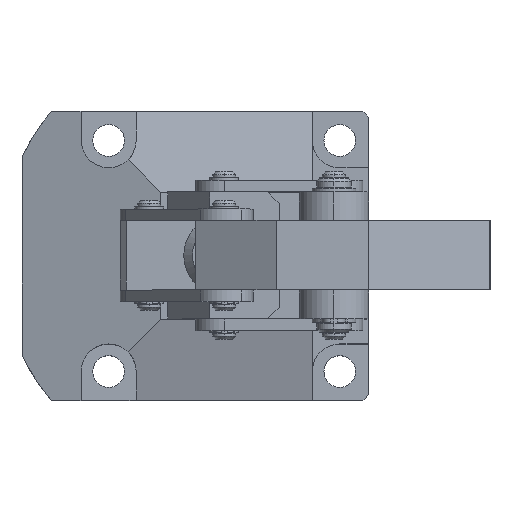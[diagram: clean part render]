
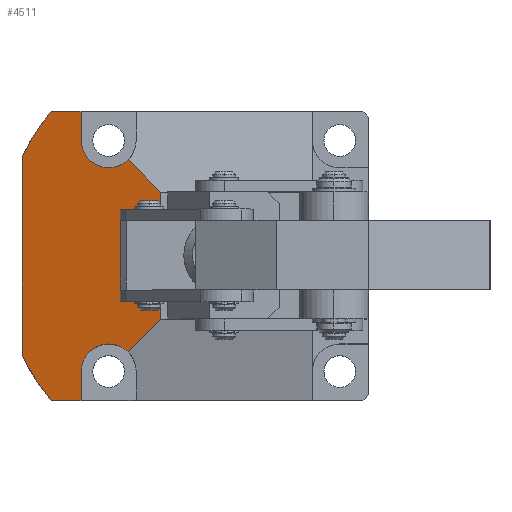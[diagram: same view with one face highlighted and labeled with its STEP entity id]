
A CAD part, top view. The second image highlights one B-rep face of the part: STEP entity #4511.
In plain terms, the highlighted planar face has unit normal (-0.259, 0, 0.966).
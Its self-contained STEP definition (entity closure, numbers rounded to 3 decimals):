
#662 = VERTEX_POINT ( 'NONE', #10414 ) ;
#1104 = FACE_OUTER_BOUND ( 'NONE', #1365, .T. ) ;
#1365 = EDGE_LOOP ( 'NONE', ( #3716, #3714, #3707, #3673, #8242, #8307, #8308, #8241, #3705, #3681, #3486, #3686, #3659, #3710 ) ) ;
#1915 = CARTESIAN_POINT ( 'NONE',  ( -33.626, 19.999, 24.937 ) ) ;
#1916 = CARTESIAN_POINT ( 'NONE',  ( -33.392, -25., 25. ) ) ;
#1925 = CARTESIAN_POINT ( 'NONE',  ( -35., 17.205, 24.569 ) ) ;
#1927 = DIRECTION ( 'NONE',  ( -0.966, 0., -0.259 ) ) ;
#1930 = CARTESIAN_POINT ( 'NONE',  ( -31.929, -22.61, 25.392 ) ) ;
#1931 = CARTESIAN_POINT ( 'NONE',  ( -29.933, -25., 25.927 ) ) ;
#1932 = CARTESIAN_POINT ( 'NONE',  ( -31.929, 22.61, 25.392 ) ) ;
#1933 = CARTESIAN_POINT ( 'NONE',  ( -29.933, 25., 25.927 ) ) ;
#1934 = CARTESIAN_POINT ( 'NONE',  ( -24.75, -15.028, 27.316 ) ) ;
#1935 = CARTESIAN_POINT ( 'NONE',  ( -33.626, -19.999, 24.937 ) ) ;
#1936 = CARTESIAN_POINT ( 'NONE',  ( -35., -17.205, 24.569 ) ) ;
#1937 = CARTESIAN_POINT ( 'NONE',  ( -68.456, -68.456, 15.605 ) ) ;
#1938 = DIRECTION ( 'NONE',  ( -0.695, -0.695, -0.186 ) ) ;
#1939 = CARTESIAN_POINT ( 'NONE',  ( -24.75, -25., 27.316 ) ) ;
#1940 = CARTESIAN_POINT ( 'NONE',  ( -24.75, -20., 27.316 ) ) ;
#1941 = DIRECTION ( 'NONE',  ( 0., 1., 0. ) ) ;
#1942 = CARTESIAN_POINT ( 'NONE',  ( -24.75, 20., 27.316 ) ) ;
#1943 = CARTESIAN_POINT ( 'NONE',  ( -24.75, 15.028, 27.316 ) ) ;
#1944 = CARTESIAN_POINT ( 'NONE',  ( -20.157, -13.126, 28.546 ) ) ;
#1945 = CARTESIAN_POINT ( 'NONE',  ( -16.641, -16.641, 29.488 ) ) ;
#1946 = CARTESIAN_POINT ( 'NONE',  ( -68.456, -68.456, 15.605 ) ) ;
#1947 = DIRECTION ( 'NONE',  ( -0.695, -0.695, -0.186 ) ) ;
#1948 = CARTESIAN_POINT ( 'NONE',  ( -11., -130.037, 31. ) ) ;
#1949 = DIRECTION ( 'NONE',  ( 0., 1., 0. ) ) ;
#1950 = CARTESIAN_POINT ( 'NONE',  ( 57.075, -57.075, 49.241 ) ) ;
#1951 = DIRECTION ( 'NONE',  ( -0.695, 0.695, -0.186 ) ) ;
#1954 = CARTESIAN_POINT ( 'NONE',  ( -20.157, 13.126, 28.546 ) ) ;
#1955 = CARTESIAN_POINT ( 'NONE',  ( -16.641, 16.641, 29.488 ) ) ;
#1956 = CARTESIAN_POINT ( 'NONE',  ( -24.75, 25., 27.316 ) ) ;
#1957 = DIRECTION ( 'NONE',  ( 0., -1., 0. ) ) ;
#1958 = CARTESIAN_POINT ( 'NONE',  ( 57.075, -57.075, 49.241 ) ) ;
#1959 = DIRECTION ( 'NONE',  ( -0.695, 0.695, -0.186 ) ) ;
#1960 = CARTESIAN_POINT ( 'NONE',  ( -33.392, 25., 25. ) ) ;
#1961 = DIRECTION ( 'NONE',  ( 0.966, 0., 0.259 ) ) ;
#3486 = ORIENTED_EDGE ( 'NONE', *, *, #12554, .F. ) ;
#3659 = ORIENTED_EDGE ( 'NONE', *, *, #12556, .T. ) ;
#3673 = ORIENTED_EDGE ( 'NONE', *, *, #12544, .F. ) ;
#3681 = ORIENTED_EDGE ( 'NONE', *, *, #12553, .T. ) ;
#3686 = ORIENTED_EDGE ( 'NONE', *, *, #12555, .F. ) ;
#3705 = ORIENTED_EDGE ( 'NONE', *, *, #12552, .T. ) ;
#3707 = ORIENTED_EDGE ( 'NONE', *, *, #12547, .F. ) ;
#3710 = ORIENTED_EDGE ( 'NONE', *, *, #12557, .F. ) ;
#3714 = ORIENTED_EDGE ( 'NONE', *, *, #9687, .F. ) ;
#3716 = ORIENTED_EDGE ( 'NONE', *, *, #12546, .F. ) ;
#4225 = CARTESIAN_POINT ( 'NONE',  ( -24.75, 20., 27.316 ) ) ;
#4226 = CARTESIAN_POINT ( 'NONE',  ( -24.75, -20., 27.316 ) ) ;
#4227 = CARTESIAN_POINT ( 'NONE',  ( -16.641, -16.641, 29.488 ) ) ;
#4228 = CARTESIAN_POINT ( 'NONE',  ( -24.75, 24.75, 27.316 ) ) ;
#4229 = CARTESIAN_POINT ( 'NONE',  ( -11., 11., 31. ) ) ;
#4230 = CARTESIAN_POINT ( 'NONE',  ( -29.933, -25., 25.927 ) ) ;
#4511 = ADVANCED_FACE ( 'NONE', ( #1104 ), #12763, .F. ) ;
#6036 = CARTESIAN_POINT ( 'NONE',  ( -35., -130.037, 24.569 ) ) ;
#6041 = DIRECTION ( 'NONE',  ( 0., 1., 0. ) ) ;
#6798 = AXIS2_PLACEMENT_3D ( 'NONE', #12758, #12766, #12767 ) ;
#7561 = VERTEX_POINT ( 'NONE', #8629 ) ;
#7584 = VERTEX_POINT ( 'NONE', #8650 ) ;
#7591 = VERTEX_POINT ( 'NONE', #8657 ) ;
#7703 = VERTEX_POINT ( 'NONE', #8702 ) ;
#7706 = VERTEX_POINT ( 'NONE', #8705 ) ;
#7727 = VERTEX_POINT ( 'NONE', #8726 ) ;
#7734 = VERTEX_POINT ( 'NONE', #8733 ) ;
#7750 = VERTEX_POINT ( 'NONE', #4225 ) ;
#7751 = VERTEX_POINT ( 'NONE', #4226 ) ;
#7752 = VERTEX_POINT ( 'NONE', #4227 ) ;
#7753 = VERTEX_POINT ( 'NONE', #4228 ) ;
#7754 = VERTEX_POINT ( 'NONE', #4229 ) ;
#7755 = VERTEX_POINT ( 'NONE', #4230 ) ;
#8241 = ORIENTED_EDGE ( 'NONE', *, *, #12551, .F. ) ;
#8242 = ORIENTED_EDGE ( 'NONE', *, *, #12548, .F. ) ;
#8307 = ORIENTED_EDGE ( 'NONE', *, *, #12549, .T. ) ;
#8308 = ORIENTED_EDGE ( 'NONE', *, *, #12550, .T. ) ;
#8629 = CARTESIAN_POINT ( 'NONE',  ( -35., -17.205, 24.569 ) ) ;
#8650 = CARTESIAN_POINT ( 'NONE',  ( -35., 17.205, 24.569 ) ) ;
#8657 = CARTESIAN_POINT ( 'NONE',  ( -16.641, 16.641, 29.488 ) ) ;
#8702 = CARTESIAN_POINT ( 'NONE',  ( -25., 25., 27.249 ) ) ;
#8705 = CARTESIAN_POINT ( 'NONE',  ( -11., -11., 31. ) ) ;
#8726 = CARTESIAN_POINT ( 'NONE',  ( -29.933, 25., 25.927 ) ) ;
#8733 = CARTESIAN_POINT ( 'NONE',  ( -25., -25., 27.249 ) ) ;
#9687 = EDGE_CURVE ( 'NONE', #7561, #7584, #11386, .T. ) ;
#10414 = CARTESIAN_POINT ( 'NONE',  ( -24.75, -24.75, 27.316 ) ) ;
#10597 = VECTOR ( 'NONE', #1961, 1000. ) ;
#10599 = VECTOR ( 'NONE', #1959, 1000. ) ;
#10600 = LINE ( 'NONE', #1960, #10597 ) ;
#10601 = VECTOR ( 'NONE', #1957, 1000. ) ;
#10602 = LINE ( 'NONE', #1958, #10599 ) ;
#10603 = LINE ( 'NONE', #1956, #10601 ) ;
#10604 = VECTOR ( 'NONE', #1951, 1000. ) ;
#10607 = VECTOR ( 'NONE', #1949, 1000. ) ;
#10608 = LINE ( 'NONE', #1950, #10604 ) ;
#10609 = VECTOR ( 'NONE', #1947, 1000. ) ;
#10610 = LINE ( 'NONE', #1948, #10607 ) ;
#10612 = LINE ( 'NONE', #1946, #10609 ) ;
#10614 = VECTOR ( 'NONE', #1941, 1000. ) ;
#10620 = VECTOR ( 'NONE', #1938, 1000. ) ;
#10621 = LINE ( 'NONE', #1939, #10614 ) ;
#10622 = LINE ( 'NONE', #1937, #10620 ) ;
#10624 = VECTOR ( 'NONE', #1927, 1000. ) ;
#10645 = LINE ( 'NONE', #1916, #10624 ) ;
#11386 = LINE ( 'NONE', #6036, #11474 ) ;
#11474 = VECTOR ( 'NONE', #6041, 1000. ) ;
#12544 = EDGE_CURVE ( 'NONE', #7734, #7755, #10645, .T. ) ;
#12546 = EDGE_CURVE ( 'NONE', #7584, #7727, #12621, .T. ) ;
#12547 = EDGE_CURVE ( 'NONE', #7755, #7561, #12643, .T. ) ;
#12548 = EDGE_CURVE ( 'NONE', #662, #7734, #10622, .T. ) ;
#12549 = EDGE_CURVE ( 'NONE', #662, #7751, #10621, .T. ) ;
#12550 = EDGE_CURVE ( 'NONE', #7751, #7752, #12615, .T. ) ;
#12551 = EDGE_CURVE ( 'NONE', #7706, #7752, #10612, .T. ) ;
#12552 = EDGE_CURVE ( 'NONE', #7706, #7754, #10610, .T. ) ;
#12553 = EDGE_CURVE ( 'NONE', #7754, #7591, #10608, .T. ) ;
#12554 = EDGE_CURVE ( 'NONE', #7750, #7591, #12622, .T. ) ;
#12555 = EDGE_CURVE ( 'NONE', #7753, #7750, #10603, .T. ) ;
#12556 = EDGE_CURVE ( 'NONE', #7753, #7703, #10602, .T. ) ;
#12557 = EDGE_CURVE ( 'NONE', #7727, #7703, #10600, .T. ) ;
#12615 =( BOUNDED_CURVE ( )  B_SPLINE_CURVE ( 3, ( #1940, #1934, #1944, #1945 ),
 .UNSPECIFIED., .F., .F. ) 
 B_SPLINE_CURVE_WITH_KNOTS ( ( 4, 4 ),
 ( 3.142, 5.498 ),
 .UNSPECIFIED. ) 
 CURVE ( )  GEOMETRIC_REPRESENTATION_ITEM ( )  RATIONAL_B_SPLINE_CURVE ( ( 1., 0.588, 0.588, 1. ) ) 
 REPRESENTATION_ITEM ( '' )  );
#12621 =( BOUNDED_CURVE ( )  B_SPLINE_CURVE ( 3, ( #1925, #1915, #1932, #1933 ),
 .UNSPECIFIED., .F., .F. ) 
 B_SPLINE_CURVE_WITH_KNOTS ( ( 4, 4 ),
 ( 0.457, 0.696 ),
 .UNSPECIFIED. ) 
 CURVE ( )  GEOMETRIC_REPRESENTATION_ITEM ( )  RATIONAL_B_SPLINE_CURVE ( ( 1., 0.995, 0.995, 1. ) ) 
 REPRESENTATION_ITEM ( '' )  );
#12622 =( BOUNDED_CURVE ( )  B_SPLINE_CURVE ( 3, ( #1942, #1943, #1954, #1955 ),
 .UNSPECIFIED., .F., .F. ) 
 B_SPLINE_CURVE_WITH_KNOTS ( ( 4, 4 ),
 ( 3.142, 5.498 ),
 .UNSPECIFIED. ) 
 CURVE ( )  GEOMETRIC_REPRESENTATION_ITEM ( )  RATIONAL_B_SPLINE_CURVE ( ( 1., 0.588, 0.588, 1. ) ) 
 REPRESENTATION_ITEM ( '' )  );
#12643 =( BOUNDED_CURVE ( )  B_SPLINE_CURVE ( 3, ( #1931, #1930, #1935, #1936 ),
 .UNSPECIFIED., .F., .F. ) 
 B_SPLINE_CURVE_WITH_KNOTS ( ( 4, 4 ),
 ( 5.587, 5.826 ),
 .UNSPECIFIED. ) 
 CURVE ( )  GEOMETRIC_REPRESENTATION_ITEM ( )  RATIONAL_B_SPLINE_CURVE ( ( 1., 0.995, 0.995, 1. ) ) 
 REPRESENTATION_ITEM ( '' )  );
#12758 = CARTESIAN_POINT ( 'NONE',  ( -11., -130.037, 31. ) ) ;
#12763 = PLANE ( 'NONE',  #6798 ) ;
#12766 = DIRECTION ( 'NONE',  ( 0.259, 0., -0.966 ) ) ;
#12767 = DIRECTION ( 'NONE',  ( -0.966, 0., -0.259 ) ) ;
